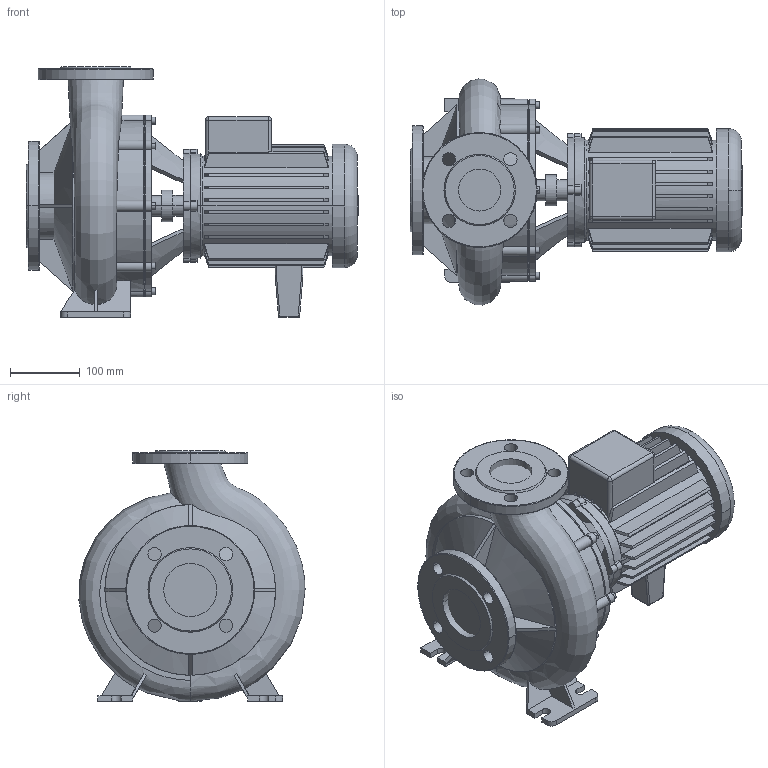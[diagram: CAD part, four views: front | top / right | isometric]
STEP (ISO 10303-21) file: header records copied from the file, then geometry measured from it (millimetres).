
FILE_DESCRIPTION((''),'2;1');
FILE_NAME('3d_BM50_210-1_5_4-2096588.stp','2011-01-26T14:45:07',(''),(''),'Mechanical Desktop 2008','Mechanical Desktop 2008',', , ');
FILE_SCHEMA(('CONFIG_CONTROL_DESIGN'));
Length unit declared in the file: millimetre
Products named in the file (1): Product
Bounding box: 476.5 x 324.51 x 360 mm (x, y, z)
Volume: 14355796.4 mm3; surface area: 943951.1 mm2
Topology: 11 solids, 11 shells, 624 faces, 1596 edges, 1026 vertices
Faces by surface type: plane 286, bspline 160, cylinder 124, cone 44, sphere 8, torus 2
Entity records: 27072 total; most frequent: CARTESIAN_POINT 12640, ORIENTED_EDGE 3176, DIRECTION 2710, EDGE_CURVE 1588, VERTEX_POINT 1026, AXIS2_PLACEMENT_3D 917, VECTOR 876, LINE 876
